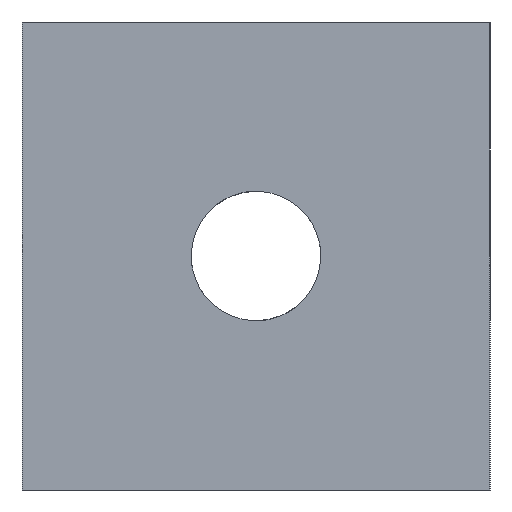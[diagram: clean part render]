
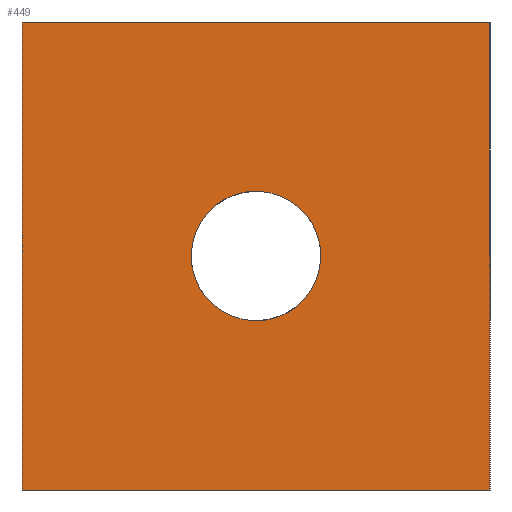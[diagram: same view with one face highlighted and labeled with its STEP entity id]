
A CAD part, left-side view. The second image highlights one B-rep face of the part: STEP entity #449.
In plain terms, the highlighted planar face has unit normal (-1, 0, 0).
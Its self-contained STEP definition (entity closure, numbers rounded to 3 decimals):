
#246=CARTESIAN_POINT('Vertex',(-15.,12.,12.)) ;
#262=CARTESIAN_POINT('Vertex',(-15.,12.,-12.)) ;
#265=CARTESIAN_POINT('Line Origine',(-15.,12.,0.)) ;
#290=CARTESIAN_POINT('Vertex',(-15.,-2.917,1.593)) ;
#293=CARTESIAN_POINT('Axis2P3D Location',(-15.,0.,0.)) ;
#297=CARTESIAN_POINT('Vertex',(-15.,2.917,-1.593)) ;
#367=CARTESIAN_POINT('Line Origine',(-15.,0.,12.)) ;
#371=CARTESIAN_POINT('Vertex',(-15.,-12.,12.)) ;
#409=CARTESIAN_POINT('Vertex',(-15.,-12.,-12.)) ;
#412=CARTESIAN_POINT('Line Origine',(-15.,0.,-12.)) ;
#424=CARTESIAN_POINT('Axis2P3D Location',(-15.,0.,12.)) ;
#429=CARTESIAN_POINT('Line Origine',(-15.,-12.,0.)) ;
#440=CARTESIAN_POINT('Axis2P3D Location',(-15.,0.,0.)) ;
#266=DIRECTION('Vector Direction',(0.,0.,-1.)) ;
#294=DIRECTION('Axis2P3D Direction',(-1.,0.,0.)) ;
#368=DIRECTION('Vector Direction',(0.,1.,0.)) ;
#413=DIRECTION('Vector Direction',(0.,1.,0.)) ;
#425=DIRECTION('Axis2P3D Direction',(1.,0.,-0.)) ;
#426=DIRECTION('Axis2P3D XDirection',(-0.,0.,-1.)) ;
#430=DIRECTION('Vector Direction',(0.,0.,-1.)) ;
#441=DIRECTION('Axis2P3D Direction',(1.,0.,-0.)) ;
#295=AXIS2_PLACEMENT_3D('Circle Axis2P3D',#293,#294,$) ;
#427=AXIS2_PLACEMENT_3D('Plane Axis2P3D',#424,#425,#426) ;
#442=AXIS2_PLACEMENT_3D('Circle Axis2P3D',#440,#441,$) ;
#435=ORIENTED_EDGE('',*,*,#416,.F.) ;
#436=ORIENTED_EDGE('',*,*,#433,.T.) ;
#437=ORIENTED_EDGE('',*,*,#373,.T.) ;
#438=ORIENTED_EDGE('',*,*,#269,.F.) ;
#446=ORIENTED_EDGE('',*,*,#299,.T.) ;
#447=ORIENTED_EDGE('',*,*,#444,.T.) ;
#448=FACE_BOUND('',#445,.T.) ;
#267=VECTOR('Line Direction',#266,1.) ;
#369=VECTOR('Line Direction',#368,1.) ;
#414=VECTOR('Line Direction',#413,1.) ;
#431=VECTOR('Line Direction',#430,1.) ;
#449=ADVANCED_FACE('Corps principal',(#439,#448),#428,.F.) ;
#296=CIRCLE('generated circle',#295,3.324) ;
#443=CIRCLE('generated circle',#442,3.324) ;
#269=EDGE_CURVE('',#263,#247,#268,.F.) ;
#299=EDGE_CURVE('',#298,#291,#296,.F.) ;
#373=EDGE_CURVE('',#372,#247,#370,.T.) ;
#416=EDGE_CURVE('',#410,#263,#415,.T.) ;
#433=EDGE_CURVE('',#410,#372,#432,.F.) ;
#444=EDGE_CURVE('',#291,#298,#443,.T.) ;
#434=EDGE_LOOP('',(#435,#436,#437,#438)) ;
#445=EDGE_LOOP('',(#446,#447)) ;
#439=FACE_OUTER_BOUND('',#434,.T.) ;
#268=LINE('Line',#265,#267) ;
#370=LINE('Line',#367,#369) ;
#415=LINE('Line',#412,#414) ;
#432=LINE('Line',#429,#431) ;
#428=PLANE('',#427) ;
#247=VERTEX_POINT('',#246) ;
#263=VERTEX_POINT('',#262) ;
#291=VERTEX_POINT('',#290) ;
#298=VERTEX_POINT('',#297) ;
#372=VERTEX_POINT('',#371) ;
#410=VERTEX_POINT('',#409) ;
